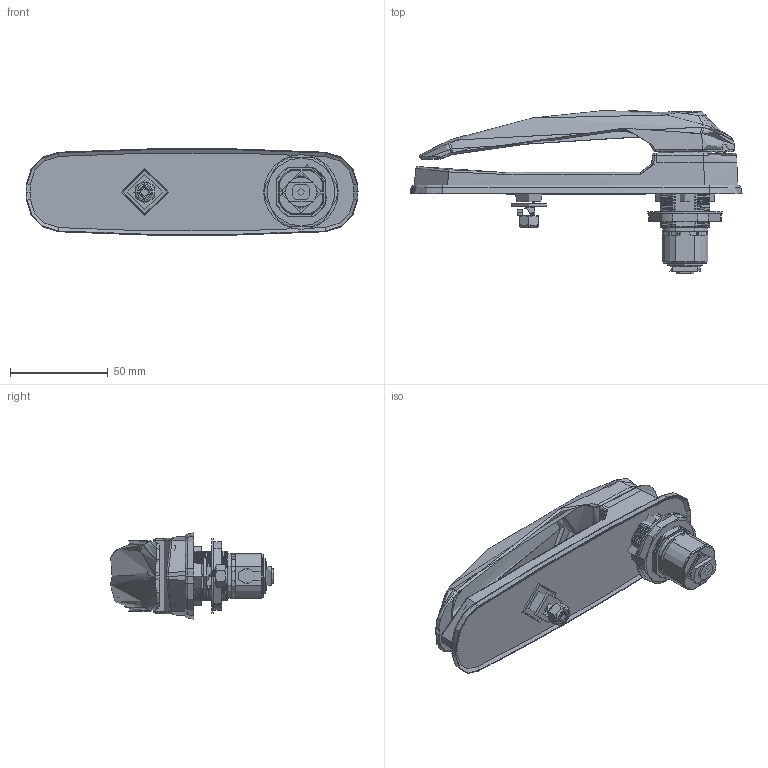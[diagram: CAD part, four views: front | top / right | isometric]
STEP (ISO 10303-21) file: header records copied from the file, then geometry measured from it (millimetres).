
FILE_DESCRIPTION(/* description */ (''),/* implementation_level */ '2;1');
FILE_NAME(/* name */ 'LNL-70-01760.stp',/* time_stamp */ '2023-11-22T11:04:45-05:00',/* author */ ('dtinay'),/* organization */ (''),/* preprocessor_version */ 'ST-DEVELOPER v20',/* originating_system */ 'Autodesk Inventor 2024',/* authorisation */ '');
FILE_SCHEMA (('AUTOMOTIVE_DESIGN { 1 0 10303 214 3 1 1 }'));
Products named in the file (18): LNL-70-01760; 01758; 01759; 01749; 01580; 01445; 01444; 01442; 01453; 01456; 00695_AF1; 00018_AF1; 00660_AF1; 01757; 00593_AF1; 01581; 01479; 01855_INSTALLED
Assembly tree (17 placements, depth 2):
  LNL-70-01760
    01758
    01759
    01749
    01580
    01445
    01444
    01442
    01453
    01456
    00695_AF1
    00018_AF1
    00660_AF1
    01757
    00593_AF1
    01581
    01479
    01855_INSTALLED
Bounding box: 170.05 x 83.52 x 44.08 mm (x, y, z)
Volume: 119147.2 mm3; surface area: 78764.8 mm2
Topology: 17 solids, 18 shells, 1996 faces, 5285 edges, 3388 vertices
Faces by surface type: plane 902, bspline 441, cylinder 397, torus 114, cone 102, sphere 40
Full cylindrical faces by diameter (mm): 1.27 x1, 1.829 x4, 2.159 x3, 4.039 x1, 4.292 x1, 5 x1, 5.188 x4, 5.461 x1, 6 x28, 6.35 x1, 6.4 x1, 6.538 x1, 7.796 x1, 8.636 x1, 8.89 x1, 8.992 x1, 12.243 x2, 12.7 x1, 14.986 x1, 15.875 x1, 16.002 x2, 18 x1, 19.304 x1, 21.057 x1, 21.59 x1, 27.203 x2, 27.7 x1, 38.1 x1
Entity records: 136124 total; most frequent: CARTESIAN_POINT 89242, ORIENTED_EDGE 10560, DIRECTION 8234, EDGE_CURVE 5280, VERTEX_POINT 3388, LINE 2816, VECTOR 2816, AXIS2_PLACEMENT_3D 2709
